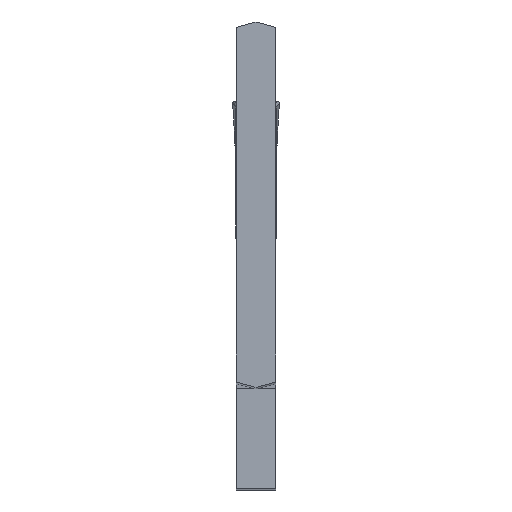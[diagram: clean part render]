
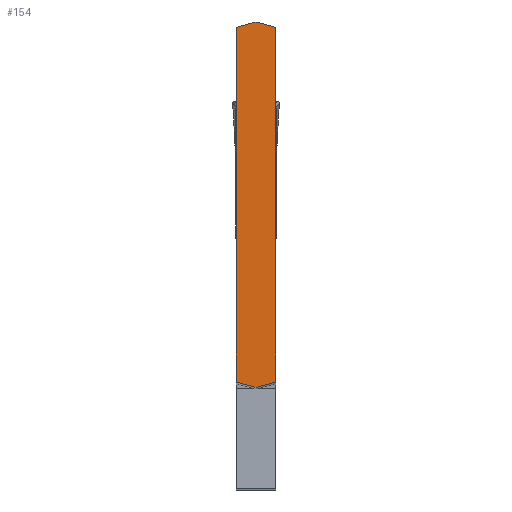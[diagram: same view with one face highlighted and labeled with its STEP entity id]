
A CAD part, top view. The second image highlights one B-rep face of the part: STEP entity #154.
In plain terms, the highlighted planar face has unit normal (0, 0, 1).
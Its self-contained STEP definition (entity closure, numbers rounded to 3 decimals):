
#154=ADVANCED_FACE('SHANKHEAD_FACE_BOTTOM',(#266),#225,.T.);
#225=PLANE('',#1583);
#266=FACE_OUTER_BOUND('',#339,.T.);
#339=EDGE_LOOP('',(#550,#551,#552,#553,#554,#555));
#550=ORIENTED_EDGE('',*,*,#1087,.T.);
#551=ORIENTED_EDGE('',*,*,#1088,.T.);
#552=ORIENTED_EDGE('',*,*,#1037,.T.);
#553=ORIENTED_EDGE('',*,*,#1089,.F.);
#554=ORIENTED_EDGE('',*,*,#1090,.F.);
#555=ORIENTED_EDGE('',*,*,#1063,.F.);
#901=VERTEX_POINT('',#2138);
#902=VERTEX_POINT('',#2140);
#927=VERTEX_POINT('',#2211);
#928=VERTEX_POINT('',#2213);
#944=VERTEX_POINT('',#2280);
#945=VERTEX_POINT('',#2283);
#1037=EDGE_CURVE('',#902,#901,#1234,.T.);
#1063=EDGE_CURVE('',#927,#928,#1249,.T.);
#1087=EDGE_CURVE('',#927,#944,#1264,.T.);
#1088=EDGE_CURVE('',#944,#902,#1265,.T.);
#1089=EDGE_CURVE('',#945,#901,#1266,.T.);
#1090=EDGE_CURVE('',#928,#945,#1267,.T.);
#1234=LINE('',#2139,#1361);
#1249=LINE('',#2212,#1376);
#1264=LINE('',#2279,#1391);
#1265=LINE('',#2281,#1392);
#1266=LINE('',#2282,#1393);
#1267=LINE('',#2284,#1394);
#1361=VECTOR('',#1706,1.);
#1376=VECTOR('',#1743,1.);
#1391=VECTOR('',#1782,1.);
#1392=VECTOR('',#1783,1.);
#1393=VECTOR('',#1784,1.);
#1394=VECTOR('',#1785,1.);
#1583=AXIS2_PLACEMENT_3D('',#2285,#1786,#1787);
#1706=DIRECTION('',(0.,1.,0.));
#1743=DIRECTION('',(0.,1.,0.));
#1782=DIRECTION('',(0.966,-0.259,0.));
#1783=DIRECTION('',(0.966,0.259,0.));
#1784=DIRECTION('',(0.966,-0.259,0.));
#1785=DIRECTION('',(0.966,0.259,0.));
#1786=DIRECTION('',(0.,0.,1.));
#1787=DIRECTION('',(0.,-1.,0.));
#2138=CARTESIAN_POINT('',(3.35,31.002,0.));
#2139=CARTESIAN_POINT('',(3.35,39.3,0.));
#2140=CARTESIAN_POINT('',(3.35,0.898,0.));
#2211=CARTESIAN_POINT('',(0.,0.898,0.));
#2212=CARTESIAN_POINT('',(0.,39.3,0.));
#2213=CARTESIAN_POINT('',(0.,31.002,0.));
#2279=CARTESIAN_POINT('',(0.,0.898,0.));
#2280=CARTESIAN_POINT('',(1.675,0.449,0.));
#2281=CARTESIAN_POINT('',(1.675,0.449,0.));
#2282=CARTESIAN_POINT('',(1.675,31.451,0.));
#2283=CARTESIAN_POINT('',(1.675,31.451,0.));
#2284=CARTESIAN_POINT('',(0.,31.002,0.));
#2285=CARTESIAN_POINT('',(3.35,39.3,0.));
